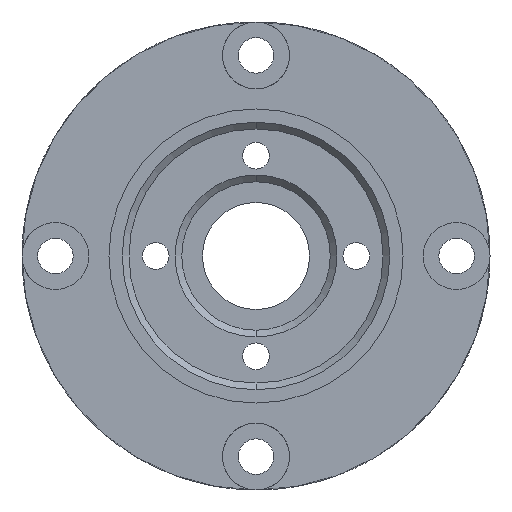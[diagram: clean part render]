
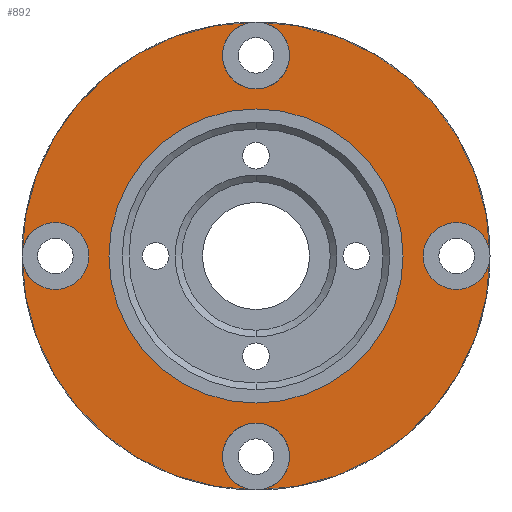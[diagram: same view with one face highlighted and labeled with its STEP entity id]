
A CAD part, front view. The second image highlights one B-rep face of the part: STEP entity #892.
In plain terms, the highlighted planar face has unit normal (0, 1, 0).
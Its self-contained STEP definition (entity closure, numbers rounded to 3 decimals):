
#18 = AXIS2_PLACEMENT_3D ( 'NONE', #822, #233, #1070 ) ;
#20 = CARTESIAN_POINT ( 'NONE',  ( 0., 9., 35. ) ) ;
#49 = DIRECTION ( 'NONE',  ( 0., 1., 0. ) ) ;
#54 = VERTEX_POINT ( 'NONE', #1005 ) ;
#57 = DIRECTION ( 'NONE',  ( 0., 0., 1. ) ) ;
#73 = DIRECTION ( 'NONE',  ( 0., 1., 0. ) ) ;
#84 = AXIS2_PLACEMENT_3D ( 'NONE', #790, #1349, #97 ) ;
#97 = DIRECTION ( 'NONE',  ( 0., 0., 1. ) ) ;
#101 = EDGE_CURVE ( 'NONE', #324, #583, #1496, .T. ) ;
#144 = CARTESIAN_POINT ( 'NONE',  ( 30., 9., 0. ) ) ;
#167 = FACE_BOUND ( 'NONE', #1112, .T. ) ;
#182 = DIRECTION ( 'NONE',  ( 0., 0., 1. ) ) ;
#197 = EDGE_CURVE ( 'NONE', #1253, #653, #1525, .T. ) ;
#200 = EDGE_LOOP ( 'NONE', ( #1771, #253 ) ) ;
#204 = DIRECTION ( 'NONE',  ( 0., 0., 1. ) ) ;
#207 = CARTESIAN_POINT ( 'NONE',  ( 0., 9., 0. ) ) ;
#233 = DIRECTION ( 'NONE',  ( 0., 1., 0. ) ) ;
#253 = ORIENTED_EDGE ( 'NONE', *, *, #748, .F. ) ;
#256 = VERTEX_POINT ( 'NONE', #615 ) ;
#312 = CIRCLE ( 'NONE', #1338, 4.65 ) ;
#324 = VERTEX_POINT ( 'NONE', #663 ) ;
#331 = VERTEX_POINT ( 'NONE', #823 ) ;
#333 = CARTESIAN_POINT ( 'NONE',  ( 30., 9., 4.65 ) ) ;
#352 = CARTESIAN_POINT ( 'NONE',  ( 0., 9., -35. ) ) ;
#360 = DIRECTION ( 'NONE',  ( 0., 0., 1. ) ) ;
#364 = AXIS2_PLACEMENT_3D ( 'NONE', #207, #1605, #360 ) ;
#366 = CIRCLE ( 'NONE', #604, 22. ) ;
#382 = EDGE_CURVE ( 'NONE', #583, #324, #633, .T. ) ;
#401 = ORIENTED_EDGE ( 'NONE', *, *, #382, .F. ) ;
#418 = VERTEX_POINT ( 'NONE', #1232 ) ;
#429 = ORIENTED_EDGE ( 'NONE', *, *, #1401, .F. ) ;
#434 = CARTESIAN_POINT ( 'NONE',  ( -30., 9., 0. ) ) ;
#435 = DIRECTION ( 'NONE',  ( 0., 0., 1. ) ) ;
#441 = CARTESIAN_POINT ( 'NONE',  ( 0., 9., -25.35 ) ) ;
#447 = AXIS2_PLACEMENT_3D ( 'NONE', #1255, #695, #867 ) ;
#463 = VERTEX_POINT ( 'NONE', #441 ) ;
#579 = EDGE_CURVE ( 'NONE', #653, #1253, #1558, .T. ) ;
#583 = VERTEX_POINT ( 'NONE', #745 ) ;
#602 = CARTESIAN_POINT ( 'NONE',  ( 0., 9., 0. ) ) ;
#604 = AXIS2_PLACEMENT_3D ( 'NONE', #1690, #1143, #435 ) ;
#615 = CARTESIAN_POINT ( 'NONE',  ( 0., 9., -34.65 ) ) ;
#633 = CIRCLE ( 'NONE', #1072, 4.65 ) ;
#639 = EDGE_CURVE ( 'NONE', #418, #54, #366, .T. ) ;
#653 = VERTEX_POINT ( 'NONE', #352 ) ;
#658 = CIRCLE ( 'NONE', #18, 22. ) ;
#663 = CARTESIAN_POINT ( 'NONE',  ( -30., 9., 4.65 ) ) ;
#669 = DIRECTION ( 'NONE',  ( 0., 1., 0. ) ) ;
#681 = CIRCLE ( 'NONE', #922, 4.65 ) ;
#695 = DIRECTION ( 'NONE',  ( 0., 1., 0. ) ) ;
#723 = DIRECTION ( 'NONE',  ( 0., 0., 1. ) ) ;
#727 = FACE_BOUND ( 'NONE', #200, .T. ) ;
#729 = ORIENTED_EDGE ( 'NONE', *, *, #1003, .F. ) ;
#745 = CARTESIAN_POINT ( 'NONE',  ( -30., 9., -4.65 ) ) ;
#748 = EDGE_CURVE ( 'NONE', #54, #418, #658, .T. ) ;
#754 = ORIENTED_EDGE ( 'NONE', *, *, #197, .T. ) ;
#760 = EDGE_CURVE ( 'NONE', #1300, #1380, #804, .T. ) ;
#772 = AXIS2_PLACEMENT_3D ( 'NONE', #1610, #1185, #57 ) ;
#774 = DIRECTION ( 'NONE',  ( 0., 0., 1. ) ) ;
#790 = CARTESIAN_POINT ( 'NONE',  ( 0., 9., 30. ) ) ;
#791 = DIRECTION ( 'NONE',  ( 0., 0., 1. ) ) ;
#804 = CIRCLE ( 'NONE', #84, 4.65 ) ;
#817 = ORIENTED_EDGE ( 'NONE', *, *, #579, .T. ) ;
#822 = CARTESIAN_POINT ( 'NONE',  ( 0., 9., 0. ) ) ;
#823 = CARTESIAN_POINT ( 'NONE',  ( 30., 9., -4.65 ) ) ;
#847 = CARTESIAN_POINT ( 'NONE',  ( 0., 9., 34.65 ) ) ;
#856 = DIRECTION ( 'NONE',  ( 0., 1., 0. ) ) ;
#859 = FACE_BOUND ( 'NONE', #1548, .T. ) ;
#860 = CIRCLE ( 'NONE', #1015, 4.65 ) ;
#867 = DIRECTION ( 'NONE',  ( 0., 0., 1. ) ) ;
#890 = CARTESIAN_POINT ( 'NONE',  ( 0., 9., -30. ) ) ;
#892 = ADVANCED_FACE ( 'NONE', ( #1686, #1549, #859, #1419, #167, #727 ), #1321, .T. ) ;
#912 = DIRECTION ( 'NONE',  ( 0., 1., 0. ) ) ;
#921 = DIRECTION ( 'NONE',  ( 0., 0., 1. ) ) ;
#922 = AXIS2_PLACEMENT_3D ( 'NONE', #144, #856, #1415 ) ;
#931 = EDGE_CURVE ( 'NONE', #256, #463, #860, .T. ) ;
#955 = AXIS2_PLACEMENT_3D ( 'NONE', #602, #73, #204 ) ;
#963 = EDGE_CURVE ( 'NONE', #463, #256, #312, .T. ) ;
#974 = EDGE_LOOP ( 'NONE', ( #817, #754 ) ) ;
#1003 = EDGE_CURVE ( 'NONE', #1380, #1300, #1297, .T. ) ;
#1005 = CARTESIAN_POINT ( 'NONE',  ( 0., 9., 22. ) ) ;
#1015 = AXIS2_PLACEMENT_3D ( 'NONE', #890, #1025, #921 ) ;
#1016 = VERTEX_POINT ( 'NONE', #333 ) ;
#1025 = DIRECTION ( 'NONE',  ( 0., 1., 0. ) ) ;
#1067 = EDGE_LOOP ( 'NONE', ( #401, #1576 ) ) ;
#1070 = DIRECTION ( 'NONE',  ( 0., 0., 1. ) ) ;
#1072 = AXIS2_PLACEMENT_3D ( 'NONE', #1369, #669, #791 ) ;
#1112 = EDGE_LOOP ( 'NONE', ( #729, #1659 ) ) ;
#1143 = DIRECTION ( 'NONE',  ( 0., 1., 0. ) ) ;
#1185 = DIRECTION ( 'NONE',  ( 0., 1., 0. ) ) ;
#1232 = CARTESIAN_POINT ( 'NONE',  ( 0., 9., -22. ) ) ;
#1239 = CIRCLE ( 'NONE', #447, 4.65 ) ;
#1253 = VERTEX_POINT ( 'NONE', #20 ) ;
#1255 = CARTESIAN_POINT ( 'NONE',  ( 30., 9., 0. ) ) ;
#1297 = CIRCLE ( 'NONE', #772, 4.65 ) ;
#1300 = VERTEX_POINT ( 'NONE', #847 ) ;
#1321 = PLANE ( 'NONE',  #1447 ) ;
#1332 = CARTESIAN_POINT ( 'NONE',  ( 0., 9., -30. ) ) ;
#1338 = AXIS2_PLACEMENT_3D ( 'NONE', #1332, #1435, #182 ) ;
#1349 = DIRECTION ( 'NONE',  ( 0., 1., 0. ) ) ;
#1352 = ORIENTED_EDGE ( 'NONE', *, *, #931, .F. ) ;
#1369 = CARTESIAN_POINT ( 'NONE',  ( -30., 9., 0. ) ) ;
#1380 = VERTEX_POINT ( 'NONE', #1395 ) ;
#1392 = EDGE_CURVE ( 'NONE', #331, #1016, #1239, .T. ) ;
#1395 = CARTESIAN_POINT ( 'NONE',  ( 0., 9., 25.35 ) ) ;
#1401 = EDGE_CURVE ( 'NONE', #1016, #331, #681, .T. ) ;
#1414 = AXIS2_PLACEMENT_3D ( 'NONE', #434, #49, #723 ) ;
#1415 = DIRECTION ( 'NONE',  ( 0., 0., 1. ) ) ;
#1419 = FACE_BOUND ( 'NONE', #1713, .T. ) ;
#1435 = DIRECTION ( 'NONE',  ( 0., 1., 0. ) ) ;
#1447 = AXIS2_PLACEMENT_3D ( 'NONE', #1600, #912, #774 ) ;
#1496 = CIRCLE ( 'NONE', #1414, 4.65 ) ;
#1525 = CIRCLE ( 'NONE', #364, 35. ) ;
#1532 = ORIENTED_EDGE ( 'NONE', *, *, #963, .F. ) ;
#1548 = EDGE_LOOP ( 'NONE', ( #1352, #1532 ) ) ;
#1549 = FACE_BOUND ( 'NONE', #1067, .T. ) ;
#1558 = CIRCLE ( 'NONE', #955, 35. ) ;
#1576 = ORIENTED_EDGE ( 'NONE', *, *, #101, .F. ) ;
#1600 = CARTESIAN_POINT ( 'NONE',  ( 0., 9., 0. ) ) ;
#1605 = DIRECTION ( 'NONE',  ( 0., 1., 0. ) ) ;
#1610 = CARTESIAN_POINT ( 'NONE',  ( 0., 9., 30. ) ) ;
#1659 = ORIENTED_EDGE ( 'NONE', *, *, #760, .F. ) ;
#1686 = FACE_OUTER_BOUND ( 'NONE', #974, .T. ) ;
#1689 = ORIENTED_EDGE ( 'NONE', *, *, #1392, .F. ) ;
#1690 = CARTESIAN_POINT ( 'NONE',  ( 0., 9., 0. ) ) ;
#1713 = EDGE_LOOP ( 'NONE', ( #1689, #429 ) ) ;
#1771 = ORIENTED_EDGE ( 'NONE', *, *, #639, .F. ) ;
